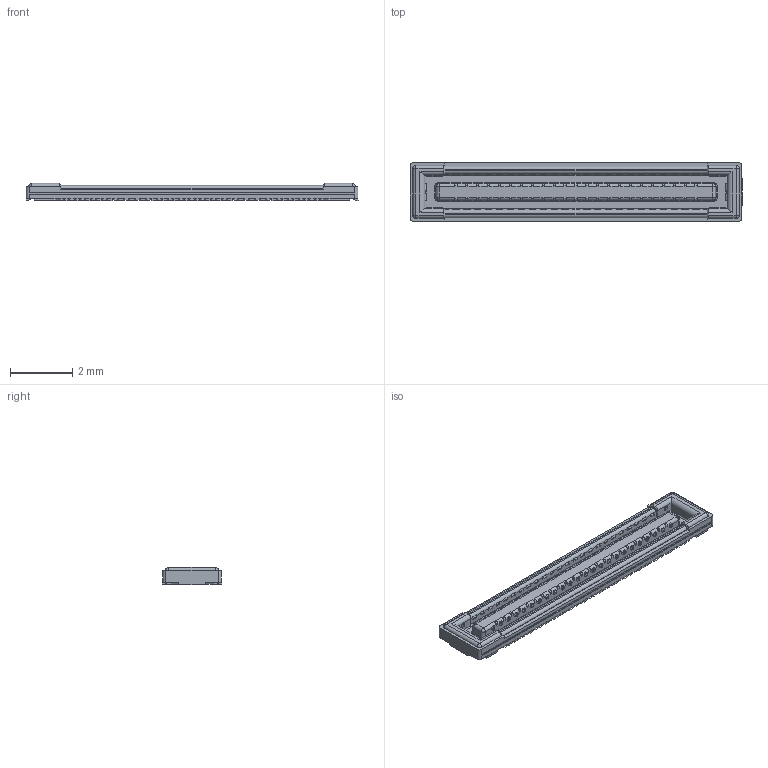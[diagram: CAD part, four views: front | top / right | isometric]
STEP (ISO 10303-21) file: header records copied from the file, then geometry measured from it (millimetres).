
FILE_DESCRIPTION((''),'2;1');
FILE_NAME('B09R-48PIN_3D_231110','2024-04-27T06:56:06',('eng801'),(''),'CREO PARAMETRIC BY PTC INC, 2019010','CREO PARAMETRIC BY PTC INC, 2019010','');
FILE_SCHEMA(('CONFIG_CONTROL_DESIGN'));
Length unit declared in the file: millimetre
Products named in the file (1): B09R-48PIN_3D_231110
Bounding box: 10.65 x 1.9 x 0.55 mm (x, y, z)
Volume: 6.8 mm3; surface area: 68.6 mm2
Topology: 1 solids, 1 shells, 1319 faces, 4334 edges, 3038 vertices
Faces by surface type: plane 901, cylinder 286, cone 112, bspline 8, sphere 8, torus 4
Entity records: 47871 total; most frequent: CARTESIAN_POINT 9585, ORIENTED_EDGE 7964, DIRECTION 7806, EDGE_CURVE 3982, VECTOR 2998, LINE 2998, VERTEX_POINT 2668, AXIS2_PLACEMENT_3D 2404
